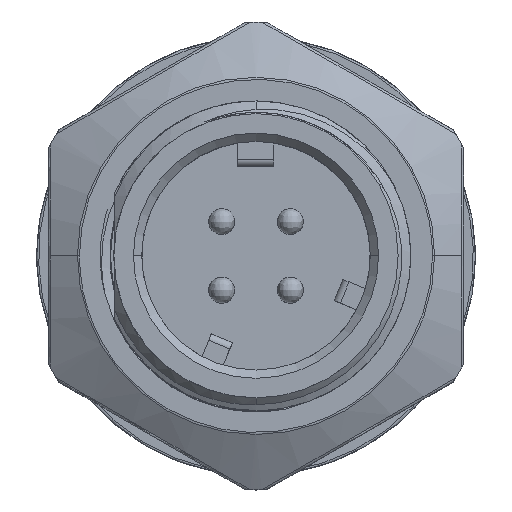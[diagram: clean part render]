
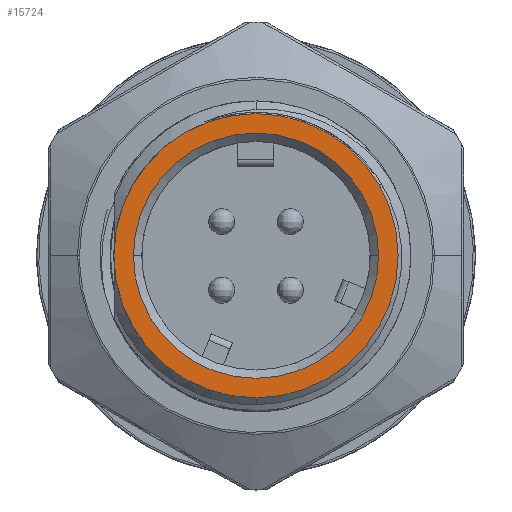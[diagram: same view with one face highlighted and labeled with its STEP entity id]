
A CAD part, top view. The second image highlights one B-rep face of the part: STEP entity #15724.
In plain terms, the highlighted planar face has unit normal (0, 0, 1).
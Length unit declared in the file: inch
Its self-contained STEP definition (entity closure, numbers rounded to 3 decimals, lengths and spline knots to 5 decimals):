
#494 = PLANE ( 'NONE',  #1927 ) ;
#495 = CARTESIAN_POINT ( 'NONE',  ( 0., 0., 0.826 ) ) ;
#496 = DIRECTION ( 'NONE',  ( 0., 0., 1. ) ) ;
#497 = DIRECTION ( 'NONE',  ( 0., -1., 0. ) ) ;
#1927 = AXIS2_PLACEMENT_3D ( 'NONE', #495, #496, #497 ) ;
#4967 = EDGE_CURVE ( 'NONE', #19134, #19129, #18538, .T. ) ;
#5034 = EDGE_CURVE ( 'NONE', #19565, #19055, #18352, .T. ) ;
#15724 = ADVANCED_FACE ( 'NONE', ( #30630, #30634 ), #494, .T. ) ;
#16194 = ORIENTED_EDGE ( 'NONE', *, *, #24918, .T. ) ;
#16197 = ORIENTED_EDGE ( 'NONE', *, *, #5034, .T. ) ;
#16198 = ORIENTED_EDGE ( 'NONE', *, *, #24902, .T. ) ;
#16199 = ORIENTED_EDGE ( 'NONE', *, *, #4967, .T. ) ;
#16689 = CARTESIAN_POINT ( 'NONE',  ( 0., 0., 0.826 ) ) ;
#16694 = DIRECTION ( 'NONE',  ( 1., 0., 0. ) ) ;
#16739 = DIRECTION ( 'NONE',  ( 0., 0., 1. ) ) ;
#17448 = DIRECTION ( 'NONE',  ( 1., 0., 0. ) ) ;
#17449 = DIRECTION ( 'NONE',  ( 0., 0., -1. ) ) ;
#17450 = CARTESIAN_POINT ( 'NONE',  ( 0., 0., 0.826 ) ) ;
#18343 = AXIS2_PLACEMENT_3D ( 'NONE', #16689, #16739, #16694 ) ;
#18352 = CIRCLE ( 'NONE', #18343, 0.342 ) ;
#18531 = AXIS2_PLACEMENT_3D ( 'NONE', #17450, #17449, #17448 ) ;
#18538 = CIRCLE ( 'NONE', #18531, 0.295 ) ;
#19055 = VERTEX_POINT ( 'NONE', #21812 ) ;
#19129 = VERTEX_POINT ( 'NONE', #21860 ) ;
#19134 = VERTEX_POINT ( 'NONE', #21872 ) ;
#19565 = VERTEX_POINT ( 'NONE', #24760 ) ;
#21812 = CARTESIAN_POINT ( 'NONE',  ( 0.342, 0., 0.826 ) ) ;
#21860 = CARTESIAN_POINT ( 'NONE',  ( 0.295, 0., 0.826 ) ) ;
#21872 = CARTESIAN_POINT ( 'NONE',  ( -0.295, 0., 0.826 ) ) ;
#22771 = EDGE_LOOP ( 'NONE', ( #16194, #16197 ) ) ;
#22924 = EDGE_LOOP ( 'NONE', ( #16198, #16199 ) ) ;
#24760 = CARTESIAN_POINT ( 'NONE',  ( -0.342, 0., 0.826 ) ) ;
#24902 = EDGE_CURVE ( 'NONE', #19129, #19134, #26223, .T. ) ;
#24918 = EDGE_CURVE ( 'NONE', #19055, #19565, #26247, .T. ) ;
#26223 = CIRCLE ( 'NONE', #26233, 0.295 ) ;
#26233 = AXIS2_PLACEMENT_3D ( 'NONE', #28779, #28780, #28781 ) ;
#26247 = CIRCLE ( 'NONE', #26249, 0.342 ) ;
#26249 = AXIS2_PLACEMENT_3D ( 'NONE', #28854, #28855, #28856 ) ;
#28779 = CARTESIAN_POINT ( 'NONE',  ( 0., 0., 0.826 ) ) ;
#28780 = DIRECTION ( 'NONE',  ( 0., 0., -1. ) ) ;
#28781 = DIRECTION ( 'NONE',  ( 1., 0., 0. ) ) ;
#28854 = CARTESIAN_POINT ( 'NONE',  ( 0., 0., 0.826 ) ) ;
#28855 = DIRECTION ( 'NONE',  ( 0., 0., 1. ) ) ;
#28856 = DIRECTION ( 'NONE',  ( 1., 0., 0. ) ) ;
#30630 = FACE_OUTER_BOUND ( 'NONE', #22771, .T. ) ;
#30634 = FACE_BOUND ( 'NONE', #22924, .T. ) ;
